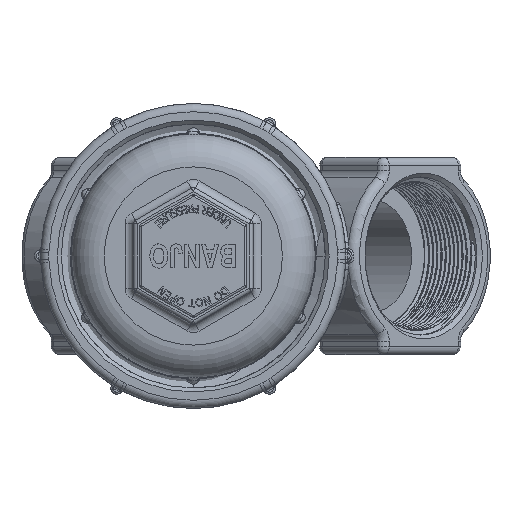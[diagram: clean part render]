
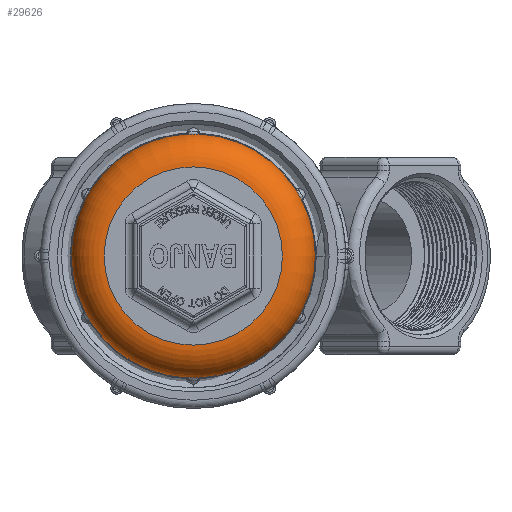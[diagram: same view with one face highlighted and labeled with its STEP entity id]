
A CAD part, front view. The second image highlights one B-rep face of the part: STEP entity #29626.
In plain terms, the highlighted toroidal (fillet/blend) face has major radius 34.319 mm and minor radius 12.7 mm.
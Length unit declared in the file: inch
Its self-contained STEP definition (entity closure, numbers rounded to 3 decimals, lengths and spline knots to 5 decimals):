
#245=TOROIDAL_SURFACE('',#32334,1.35115,0.5);
#2976=FACE_OUTER_BOUND('',#4760,.T.);
#4760=EDGE_LOOP('',(#23323,#23324,#23325,#23326,#23327,#23328,#23329,#23330,
#23331,#23332,#23333,#23334,#23335,#23336,#23337,#23338,#23339,#23340));
#6255=CIRCLE('',#32056,1.85115);
#6256=CIRCLE('',#32057,1.85115);
#6257=CIRCLE('',#32058,1.85115);
#6258=CIRCLE('',#32059,1.85115);
#6259=CIRCLE('',#32060,1.85115);
#6260=CIRCLE('',#32061,1.85115);
#6261=CIRCLE('',#32062,1.85115);
#6291=CIRCLE('',#32112,1.35115);
#6292=CIRCLE('',#32113,1.35115);
#6412=CIRCLE('',#32335,0.5);
#7052=B_SPLINE_CURVE_WITH_KNOTS('',3,(#57324,#57325,#57326,#57327,#57328,
#57329),.UNSPECIFIED.,.F.,.F.,(4,1,1,4),(-0.63023,-0.45016,
-0.2701,0.),.UNSPECIFIED.);
#7055=B_SPLINE_CURVE_WITH_KNOTS('',3,(#57379,#57380,#57381,#57382,#57383,
#57384),.UNSPECIFIED.,.F.,.F.,(4,1,1,4),(-0.63023,-0.45016,
-0.2701,0.),.UNSPECIFIED.);
#7056=B_SPLINE_CURVE_WITH_KNOTS('',3,(#57386,#57387,#57388,#57389,#57390),
 .UNSPECIFIED.,.F.,.F.,(4,1,4),(-2.66043,-2.6155,-2.3454),
 .UNSPECIFIED.);
#7057=B_SPLINE_CURVE_WITH_KNOTS('',3,(#57392,#57393,#57394,#57395,#57396),
 .UNSPECIFIED.,.F.,.F.,(4,1,4),(-2.97563,-2.79557,-2.66043),
 .UNSPECIFIED.);
#7058=B_SPLINE_CURVE_WITH_KNOTS('',3,(#57397,#57398,#57399,#57400,#57401,
#57402),.UNSPECIFIED.,.F.,.F.,(4,1,1,4),(-2.97563,-2.79557,
-2.6155,-2.3454),.UNSPECIFIED.);
#7059=B_SPLINE_CURVE_WITH_KNOTS('',3,(#57403,#57404,#57405,#57406,#57407,
#57408),.UNSPECIFIED.,.F.,.F.,(4,1,1,4),(-2.97563,-2.70553,
-2.52547,-2.3454),.UNSPECIFIED.);
#7060=B_SPLINE_CURVE_WITH_KNOTS('',3,(#57409,#57410,#57411,#57412,#57413,
#57414),.UNSPECIFIED.,.F.,.F.,(4,1,1,4),(-2.97563,-2.70553,
-2.52547,-2.3454),.UNSPECIFIED.);
#13322=VERTEX_POINT('',#56045);
#13323=VERTEX_POINT('',#56047);
#13328=VERTEX_POINT('',#56067);
#13329=VERTEX_POINT('',#56072);
#13334=VERTEX_POINT('',#56093);
#13335=VERTEX_POINT('',#56098);
#13340=VERTEX_POINT('',#56119);
#13341=VERTEX_POINT('',#56124);
#13346=VERTEX_POINT('',#56145);
#13347=VERTEX_POINT('',#56150);
#13352=VERTEX_POINT('',#56171);
#13353=VERTEX_POINT('',#56176);
#13358=VERTEX_POINT('',#56196);
#13403=VERTEX_POINT('',#56480);
#13404=VERTEX_POINT('',#56481);
#13536=VERTEX_POINT('',#57385);
#16769=EDGE_CURVE('',#13322,#13323,#6255,.T.);
#16775=EDGE_CURVE('',#13328,#13329,#6256,.T.);
#16781=EDGE_CURVE('',#13334,#13335,#6257,.T.);
#16787=EDGE_CURVE('',#13340,#13341,#6258,.T.);
#16793=EDGE_CURVE('',#13346,#13347,#6259,.T.);
#16799=EDGE_CURVE('',#13352,#13353,#6260,.T.);
#16805=EDGE_CURVE('',#13358,#13322,#6261,.T.);
#16870=EDGE_CURVE('',#13403,#13404,#6291,.T.);
#16871=EDGE_CURVE('',#13404,#13403,#6292,.T.);
#17104=EDGE_CURVE('',#13341,#13346,#7052,.T.);
#17109=EDGE_CURVE('',#13335,#13340,#7055,.T.);
#17110=EDGE_CURVE('',#13536,#13334,#7056,.T.);
#17111=EDGE_CURVE('',#13536,#13404,#6412,.T.);
#17112=EDGE_CURVE('',#13329,#13536,#7057,.T.);
#17113=EDGE_CURVE('',#13323,#13328,#7058,.T.);
#17114=EDGE_CURVE('',#13353,#13358,#7059,.T.);
#17115=EDGE_CURVE('',#13347,#13352,#7060,.T.);
#23323=ORIENTED_EDGE('',*,*,#17104,.F.);
#23324=ORIENTED_EDGE('',*,*,#16787,.F.);
#23325=ORIENTED_EDGE('',*,*,#17109,.F.);
#23326=ORIENTED_EDGE('',*,*,#16781,.F.);
#23327=ORIENTED_EDGE('',*,*,#17110,.F.);
#23328=ORIENTED_EDGE('',*,*,#17111,.T.);
#23329=ORIENTED_EDGE('',*,*,#16871,.T.);
#23330=ORIENTED_EDGE('',*,*,#16870,.T.);
#23331=ORIENTED_EDGE('',*,*,#17111,.F.);
#23332=ORIENTED_EDGE('',*,*,#17112,.F.);
#23333=ORIENTED_EDGE('',*,*,#16775,.F.);
#23334=ORIENTED_EDGE('',*,*,#17113,.F.);
#23335=ORIENTED_EDGE('',*,*,#16769,.F.);
#23336=ORIENTED_EDGE('',*,*,#16805,.F.);
#23337=ORIENTED_EDGE('',*,*,#17114,.F.);
#23338=ORIENTED_EDGE('',*,*,#16799,.F.);
#23339=ORIENTED_EDGE('',*,*,#17115,.F.);
#23340=ORIENTED_EDGE('',*,*,#16793,.F.);
#29626=ADVANCED_FACE('',(#2976),#245,.T.);
#32056=AXIS2_PLACEMENT_3D('',#56048,#36129,#36130);
#32057=AXIS2_PLACEMENT_3D('',#56073,#36133,#36134);
#32058=AXIS2_PLACEMENT_3D('',#56099,#36137,#36138);
#32059=AXIS2_PLACEMENT_3D('',#56125,#36141,#36142);
#32060=AXIS2_PLACEMENT_3D('',#56151,#36145,#36146);
#32061=AXIS2_PLACEMENT_3D('',#56177,#36149,#36150);
#32062=AXIS2_PLACEMENT_3D('',#56201,#36153,#36154);
#32112=AXIS2_PLACEMENT_3D('',#56482,#36279,#36280);
#32113=AXIS2_PLACEMENT_3D('',#56483,#36281,#36282);
#32334=AXIS2_PLACEMENT_3D('',#57378,#36812,#36813);
#32335=AXIS2_PLACEMENT_3D('',#57391,#36814,#36815);
#36129=DIRECTION('center_axis',(0.,1.,0.));
#36130=DIRECTION('ref_axis',(-1.,0.,0.));
#36133=DIRECTION('center_axis',(0.,1.,0.));
#36134=DIRECTION('ref_axis',(-1.,0.,0.));
#36137=DIRECTION('center_axis',(0.,1.,0.));
#36138=DIRECTION('ref_axis',(-1.,0.,0.));
#36141=DIRECTION('center_axis',(0.,1.,0.));
#36142=DIRECTION('ref_axis',(-1.,0.,0.));
#36145=DIRECTION('center_axis',(0.,1.,0.));
#36146=DIRECTION('ref_axis',(-1.,0.,0.));
#36149=DIRECTION('center_axis',(0.,1.,0.));
#36150=DIRECTION('ref_axis',(-1.,0.,0.));
#36153=DIRECTION('center_axis',(0.,1.,0.));
#36154=DIRECTION('ref_axis',(-1.,0.,0.));
#36279=DIRECTION('center_axis',(0.,1.,0.));
#36280=DIRECTION('ref_axis',(-1.,0.,0.));
#36281=DIRECTION('center_axis',(0.,1.,0.));
#36282=DIRECTION('ref_axis',(-1.,0.,0.));
#36812=DIRECTION('center_axis',(0.,1.,0.));
#36813=DIRECTION('ref_axis',(0.,0.,1.));
#36814=DIRECTION('center_axis',(-1.,0.,0.));
#36815=DIRECTION('ref_axis',(0.,0.,-1.));
#56045=CARTESIAN_POINT('',(1.85115,-2.94,0.));
#56047=CARTESIAN_POINT('',(1.65373,-2.94,-0.83183));
#56048=CARTESIAN_POINT('Origin',(0.,-2.94,0.));
#56067=CARTESIAN_POINT('',(1.54725,-2.94,-1.01625));
#56072=CARTESIAN_POINT('',(0.10647,-2.94,-1.84809));
#56073=CARTESIAN_POINT('Origin',(0.,-2.94,0.));
#56093=CARTESIAN_POINT('',(-0.10647,-2.94,-1.84809));
#56098=CARTESIAN_POINT('',(-1.54725,-2.94,-1.01625));
#56099=CARTESIAN_POINT('Origin',(0.,-2.94,0.));
#56119=CARTESIAN_POINT('',(-1.65373,-2.94,-0.83183));
#56124=CARTESIAN_POINT('',(-1.65373,-2.94,0.83183));
#56125=CARTESIAN_POINT('Origin',(0.,-2.94,0.));
#56145=CARTESIAN_POINT('',(-1.54725,-2.94,1.01625));
#56150=CARTESIAN_POINT('',(-0.10647,-2.94,1.84809));
#56151=CARTESIAN_POINT('Origin',(0.,-2.94,0.));
#56171=CARTESIAN_POINT('',(0.10647,-2.94,1.84809));
#56176=CARTESIAN_POINT('',(1.54725,-2.94,1.01625));
#56177=CARTESIAN_POINT('Origin',(0.,-2.94,0.));
#56196=CARTESIAN_POINT('',(1.65373,-2.94,0.83183));
#56201=CARTESIAN_POINT('Origin',(0.,-2.94,0.));
#56480=CARTESIAN_POINT('',(-1.35115,-3.44,0.));
#56481=CARTESIAN_POINT('',(0.,-3.44,-1.35115));
#56482=CARTESIAN_POINT('Origin',(0.,-3.44,0.));
#56483=CARTESIAN_POINT('Origin',(0.,-3.44,0.));
#57324=CARTESIAN_POINT('Ctrl Pts',(-1.65373,-2.94,
0.83183));
#57325=CARTESIAN_POINT('Ctrl Pts',(-1.64696,-2.95593,0.84529));
#57326=CARTESIAN_POINT('Ctrl Pts',(-1.62773,-2.98081,0.87922));
#57327=CARTESIAN_POINT('Ctrl Pts',(-1.5866,-2.99004,
0.95003));
#57328=CARTESIAN_POINT('Ctrl Pts',(-1.55964,-2.96386,
0.9974));
#57329=CARTESIAN_POINT('Ctrl Pts',(-1.54725,-2.94,
1.01625));
#57378=CARTESIAN_POINT('Origin',(0.,-2.94,0.));
#57379=CARTESIAN_POINT('Ctrl Pts',(-1.54725,-2.94,
-1.01625));
#57380=CARTESIAN_POINT('Ctrl Pts',(-1.55552,-2.95593,
-1.00366));
#57381=CARTESIAN_POINT('Ctrl Pts',(-1.5753,-2.98081,
-0.97004));
#57382=CARTESIAN_POINT('Ctrl Pts',(-1.61605,-2.99004,
-0.89902));
#57383=CARTESIAN_POINT('Ctrl Pts',(-1.64359,-2.96386,
-0.85199));
#57384=CARTESIAN_POINT('Ctrl Pts',(-1.65373,-2.94,
-0.83183));
#57385=CARTESIAN_POINT('',(0.,-2.98459,-1.84916));
#57386=CARTESIAN_POINT('Ctrl Pts',(0.,-2.98446,
-1.84916));
#57387=CARTESIAN_POINT('Ctrl Pts',(-0.00572,-2.98445,
-1.84916));
#57388=CARTESIAN_POINT('Ctrl Pts',(-0.04581,-2.98218,
-1.84915));
#57389=CARTESIAN_POINT('Ctrl Pts',(-0.08395,-2.96386,
-1.84938));
#57390=CARTESIAN_POINT('Ctrl Pts',(-0.10647,-2.94,
-1.84809));
#57391=CARTESIAN_POINT('Origin',(0.,-2.94,-1.35115));
#57392=CARTESIAN_POINT('Ctrl Pts',(0.10647,-2.94,
-1.84809));
#57393=CARTESIAN_POINT('Ctrl Pts',(0.09143,-2.95593,
-1.84895));
#57394=CARTESIAN_POINT('Ctrl Pts',(0.0573,-2.97771,
-1.84923));
#57395=CARTESIAN_POINT('Ctrl Pts',(0.0172,-2.98446,
-1.84917));
#57396=CARTESIAN_POINT('Ctrl Pts',(0.,-2.98446,
-1.84916));
#57397=CARTESIAN_POINT('Ctrl Pts',(1.65373,-2.94,-0.83183));
#57398=CARTESIAN_POINT('Ctrl Pts',(1.64696,-2.95593,-0.84529));
#57399=CARTESIAN_POINT('Ctrl Pts',(1.62773,-2.98081,-0.87922));
#57400=CARTESIAN_POINT('Ctrl Pts',(1.5866,-2.99004,-0.95003));
#57401=CARTESIAN_POINT('Ctrl Pts',(1.55964,-2.96386,-0.9974));
#57402=CARTESIAN_POINT('Ctrl Pts',(1.54725,-2.94,-1.01625));
#57403=CARTESIAN_POINT('Ctrl Pts',(1.54725,-2.94,1.01625));
#57404=CARTESIAN_POINT('Ctrl Pts',(1.55966,-2.9639,0.99736));
#57405=CARTESIAN_POINT('Ctrl Pts',(1.58661,-2.99004,0.95002));
#57406=CARTESIAN_POINT('Ctrl Pts',(1.62773,-2.98083,0.87922));
#57407=CARTESIAN_POINT('Ctrl Pts',(1.64697,-2.9559,0.84527));
#57408=CARTESIAN_POINT('Ctrl Pts',(1.65373,-2.94,0.83183));
#57409=CARTESIAN_POINT('Ctrl Pts',(-0.10647,-2.94,
1.84809));
#57410=CARTESIAN_POINT('Ctrl Pts',(-0.08391,-2.9639,
1.84939));
#57411=CARTESIAN_POINT('Ctrl Pts',(-0.02944,-2.99003,
1.84905));
#57412=CARTESIAN_POINT('Ctrl Pts',(0.05244,-2.98083,
1.84927));
#57413=CARTESIAN_POINT('Ctrl Pts',(0.09146,-2.9559,
1.84895));
#57414=CARTESIAN_POINT('Ctrl Pts',(0.10647,-2.94,
1.84809));
